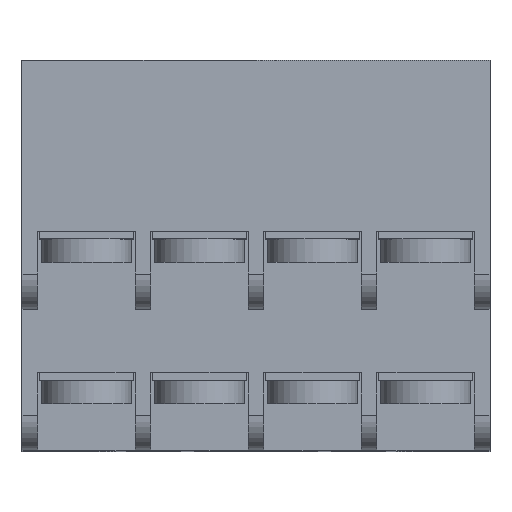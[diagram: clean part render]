
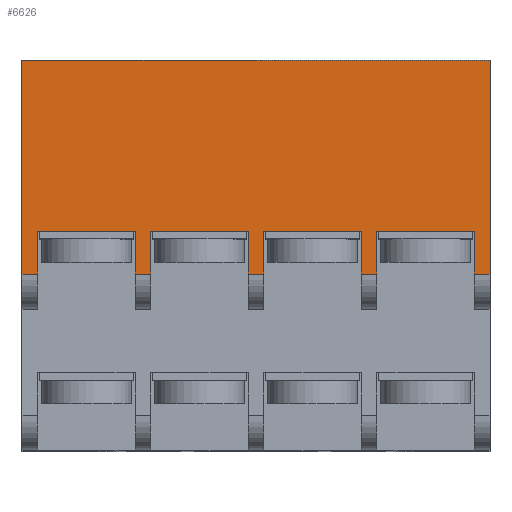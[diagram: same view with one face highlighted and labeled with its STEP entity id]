
A CAD part, top view. The second image highlights one B-rep face of the part: STEP entity #6626.
In plain terms, the highlighted planar face has unit normal (0, 0, 1).
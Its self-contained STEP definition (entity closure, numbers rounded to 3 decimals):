
#3251=CARTESIAN_POINT('POINT209',(7.874,-11.125,32.004))
   ;
#3252=VERTEX_POINT('VERTEX209',#3251);
#3253=CARTESIAN_POINT('POINT210',(14.224,-11.125,32.004)
   );
#3254=VERTEX_POINT('VERTEX210',#3253);
#3255=CARTESIAN_POINT('POS374',(-2.096,-11.125,32.004))
   ;
#3256=DIRECTION('DIR511',(1.,0.,
   0.));
#3257=VECTOR('VEC237',#3256,25.4);
#3258=LINE('STRAIGHT237',#3255,#3257);
#3259=EDGE_CURVE('EDGE297',#3252,#3254,#3258,.T.);
#3291=CARTESIAN_POINT('POINT213',(7.874,-13.919,32.004))
   ;
#3292=VERTEX_POINT('VERTEX213',#3291);
#3308=CARTESIAN_POINT('POS381',(7.874,-13.792,32.004));
#3309=DIRECTION('DIR520',(0.,1.,0.));
#3310=VECTOR('VEC242',#3309,25.4);
#3311=LINE('STRAIGHT242',#3308,#3310);
#3312=EDGE_CURVE('EDGE303',#3292,#3252,#3311,.T.);
#3323=CARTESIAN_POINT('POINT214',(6.858,-13.919,32.004))
   ;
#3324=VERTEX_POINT('VERTEX214',#3323);
#3325=CARTESIAN_POINT('POS383',(-15.24,-13.919,32.004));
#3326=DIRECTION('DIR523',(1.,0.,
   0.));
#3327=VECTOR('VEC243',#3326,25.4);
#3328=LINE('STRAIGHT243',#3325,#3327);
#3329=EDGE_CURVE('EDGE304',#3324,#3292,#3328,.T.);
#3348=CARTESIAN_POINT('POINT215',(6.858,-11.125,32.004))
   ;
#3349=VERTEX_POINT('VERTEX215',#3348);
#3350=CARTESIAN_POINT('POS386',(6.858,-13.792,32.004));
#3351=DIRECTION('DIR528',(0.,-1.,0.));
#3352=VECTOR('VEC244',#3351,25.4);
#3353=LINE('STRAIGHT244',#3350,#3352);
#3354=EDGE_CURVE('EDGE306',#3349,#3324,#3353,.T.);
#3385=CARTESIAN_POINT('POINT217',(0.508,-11.125,
   32.004));
#3386=VERTEX_POINT('VERTEX217',#3385);
#3387=CARTESIAN_POINT('POS390',(-5.779,-11.125,32.004))
   ;
#3388=DIRECTION('DIR533',(1.,0.,
   0.));
#3389=VECTOR('VEC247',#3388,25.4);
#3390=LINE('STRAIGHT247',#3387,#3389);
#3391=EDGE_CURVE('EDGE309',#3386,#3349,#3390,.T.);
#3416=CARTESIAN_POINT('POINT219',(0.508,-13.919,
   32.004));
#3417=VERTEX_POINT('VERTEX219',#3416);
#3433=CARTESIAN_POINT('POS396',(0.508,-13.792,
   32.004));
#3434=DIRECTION('DIR541',(0.,1.,0.));
#3435=VECTOR('VEC251',#3434,25.4);
#3436=LINE('STRAIGHT251',#3433,#3435);
#3437=EDGE_CURVE('EDGE314',#3417,#3386,#3436,.T.);
#3448=CARTESIAN_POINT('POINT220',(-0.508,-13.919,32.004))
   ;
#3449=VERTEX_POINT('VERTEX220',#3448);
#3450=CARTESIAN_POINT('POS398',(-15.24,-13.919,32.004));
#3451=DIRECTION('DIR544',(1.,0.,
   0.));
#3452=VECTOR('VEC252',#3451,25.4);
#3453=LINE('STRAIGHT252',#3450,#3452);
#3454=EDGE_CURVE('EDGE315',#3449,#3417,#3453,.T.);
#3468=CARTESIAN_POINT('POINT221',(-0.508,-11.125,
   32.004));
#3469=VERTEX_POINT('VERTEX221',#3468);
#3470=CARTESIAN_POINT('POS400',(-0.508,-13.792,32.004));
#3471=DIRECTION('DIR547',(0.,-1.,0.));
#3472=VECTOR('VEC253',#3471,25.4);
#3473=LINE('STRAIGHT253',#3470,#3472);
#3474=EDGE_CURVE('EDGE317',#3469,#3449,#3473,.T.);
#3505=CARTESIAN_POINT('POINT223',(-6.858,-11.125,32.004)
   );
#3506=VERTEX_POINT('VERTEX223',#3505);
#3507=CARTESIAN_POINT('POS404',(-9.462,-11.125,32.004))
   ;
#3508=DIRECTION('DIR552',(1.,0.,
   0.));
#3509=VECTOR('VEC256',#3508,25.4);
#3510=LINE('STRAIGHT256',#3507,#3509);
#3511=EDGE_CURVE('EDGE320',#3506,#3469,#3510,.T.);
#3536=CARTESIAN_POINT('POINT225',(-6.858,-13.919,32.004)
   );
#3537=VERTEX_POINT('VERTEX225',#3536);
#3553=CARTESIAN_POINT('POS410',(-6.858,-13.792,32.004));
#3554=DIRECTION('DIR560',(0.,1.,0.));
#3555=VECTOR('VEC260',#3554,25.4);
#3556=LINE('STRAIGHT260',#3553,#3555);
#3557=EDGE_CURVE('EDGE325',#3537,#3506,#3556,.T.);
#3568=CARTESIAN_POINT('POINT226',(-7.874,-13.919,32.004)
   );
#3569=VERTEX_POINT('VERTEX226',#3568);
#3570=CARTESIAN_POINT('POS412',(-15.24,-13.919,32.004));
#3571=DIRECTION('DIR563',(1.,0.,
   0.));
#3572=VECTOR('VEC261',#3571,25.4);
#3573=LINE('STRAIGHT261',#3570,#3572);
#3574=EDGE_CURVE('EDGE326',#3569,#3537,#3573,.T.);
#3588=CARTESIAN_POINT('POINT227',(-7.874,-11.125,32.004)
   );
#3589=VERTEX_POINT('VERTEX227',#3588);
#3590=CARTESIAN_POINT('POS414',(-7.874,-13.792,32.004));
#3591=DIRECTION('DIR566',(0.,-1.,0.));
#3592=VECTOR('VEC262',#3591,25.4);
#3593=LINE('STRAIGHT262',#3590,#3592);
#3594=EDGE_CURVE('EDGE328',#3589,#3569,#3593,.T.);
#3625=CARTESIAN_POINT('POINT229',(-14.224,-11.125,32.004
   ));
#3626=VERTEX_POINT('VERTEX229',#3625);
#3627=CARTESIAN_POINT('POS418',(-13.145,-11.125,32.004)
   );
#3628=DIRECTION('DIR571',(1.,0.,
   0.));
#3629=VECTOR('VEC265',#3628,25.4);
#3630=LINE('STRAIGHT265',#3627,#3629);
#3631=EDGE_CURVE('EDGE331',#3626,#3589,#3630,.T.);
#3658=CARTESIAN_POINT('POINT232',(-14.224,-13.919,32.004
   ));
#3659=VERTEX_POINT('VERTEX232',#3658);
#3682=CARTESIAN_POINT('POS425',(-14.224,-13.792,32.004))
   ;
#3683=DIRECTION('DIR580',(0.,1.,0.));
#3684=VECTOR('VEC270',#3683,25.4);
#3685=LINE('STRAIGHT270',#3682,#3684);
#3686=EDGE_CURVE('EDGE337',#3659,#3626,#3685,.T.);
#3696=CARTESIAN_POINT('POINT234',(14.224,-13.919,32.004)
   );
#3697=VERTEX_POINT('VERTEX234',#3696);
#3707=CARTESIAN_POINT('POS428',(14.224,-13.792,32.004));
#3708=DIRECTION('DIR585',(0.,-1.,0.));
#3709=VECTOR('VEC271',#3708,25.4);
#3710=LINE('STRAIGHT271',#3707,#3709);
#3711=EDGE_CURVE('EDGE339',#3254,#3697,#3710,.T.);
#6154=CARTESIAN_POINT('POINT409',(-15.24,-13.919,32.004)
   );
#6155=VERTEX_POINT('VERTEX409',#6154);
#6156=CARTESIAN_POINT('POS724',(-15.24,-13.919,32.004));
#6157=DIRECTION('DIR964',(1.,0.,
   0.));
#6158=VECTOR('VEC484',#6157,25.4);
#6159=LINE('STRAIGHT484',#6156,#6158);
#6160=EDGE_CURVE('EDGE571',#6155,#3659,#6159,.T.);
#6562=CARTESIAN_POINT('POINT443',(15.24,-13.919,32.004))
   ;
#6563=VERTEX_POINT('VERTEX443',#6562);
#6571=CARTESIAN_POINT('POS766',(-15.24,-13.919,32.004));
#6572=DIRECTION('DIR1013',(1.,0.,
   0.));
#6573=VECTOR('VEC519',#6572,25.4);
#6574=LINE('STRAIGHT519',#6571,#6573);
#6575=EDGE_CURVE('EDGE615',#3697,#6563,#6574,.T.);
#6580=ORIENTED_EDGE('COEDGE1029',*,*,#3711,.T.);
#6581=ORIENTED_EDGE('COEDGE1030',*,*,#6575,.T.);
#6582=CARTESIAN_POINT('POINT444',(15.24,0.,
   32.004));
#6583=VERTEX_POINT('VERTEX444',#6582);
#6584=CARTESIAN_POINT('POS767',(15.24,0.,
   32.004));
#6585=DIRECTION('DIR1014',(0.,1.,
   0.));
#6586=VECTOR('VEC520',#6585,25.4);
#6587=LINE('STRAIGHT520',#6584,#6586);
#6588=EDGE_CURVE('EDGE616',#6563,#6583,#6587,.T.);
#6589=ORIENTED_EDGE('COEDGE1031',*,*,#6588,.T.);
#6590=CARTESIAN_POINT('POINT445',(-15.24,0.,
   32.004));
#6591=VERTEX_POINT('VERTEX445',#6590);
#6592=CARTESIAN_POINT('POS768',(-15.24,0.,
   32.004));
#6593=DIRECTION('DIR1015',(1.,0.,
   0.));
#6594=VECTOR('VEC521',#6593,25.4);
#6595=LINE('STRAIGHT521',#6592,#6594);
#6596=EDGE_CURVE('EDGE617',#6591,#6583,#6595,.T.);
#6597=ORIENTED_EDGE('COEDGE1032',*,*,#6596,.F.);
#6598=CARTESIAN_POINT('POS769',(-15.24,0.,
   32.004));
#6599=DIRECTION('DIR1016',(0.,-1.,
   0.));
#6600=VECTOR('VEC522',#6599,25.4);
#6601=LINE('STRAIGHT522',#6598,#6600);
#6602=EDGE_CURVE('EDGE618',#6591,#6155,#6601,.T.);
#6603=ORIENTED_EDGE('COEDGE1033',*,*,#6602,.T.);
#6604=ORIENTED_EDGE('COEDGE1034',*,*,#6160,.T.);
#6605=ORIENTED_EDGE('COEDGE1035',*,*,#3686,.T.);
#6606=ORIENTED_EDGE('COEDGE1036',*,*,#3631,.T.);
#6607=ORIENTED_EDGE('COEDGE1037',*,*,#3594,.T.);
#6608=ORIENTED_EDGE('COEDGE1038',*,*,#3574,.T.);
#6609=ORIENTED_EDGE('COEDGE1039',*,*,#3557,.T.);
#6610=ORIENTED_EDGE('COEDGE1040',*,*,#3511,.T.);
#6611=ORIENTED_EDGE('COEDGE1041',*,*,#3474,.T.);
#6612=ORIENTED_EDGE('COEDGE1042',*,*,#3454,.T.);
#6613=ORIENTED_EDGE('COEDGE1043',*,*,#3437,.T.);
#6614=ORIENTED_EDGE('COEDGE1044',*,*,#3391,.T.);
#6615=ORIENTED_EDGE('COEDGE1045',*,*,#3354,.T.);
#6616=ORIENTED_EDGE('COEDGE1046',*,*,#3329,.T.);
#6617=ORIENTED_EDGE('COEDGE1047',*,*,#3312,.T.);
#6618=ORIENTED_EDGE('COEDGE1048',*,*,#3259,.T.);
#6619=EDGE_LOOP('NONE',(#6580,#6581,#6589,#6597,#6603,#6604,#6605,#6606,
   #6607,#6608,#6609,#6610,#6611,#6612,#6613,#6614,#6615,#6616,#6617,
   #6618));
#6620=FACE_BOUND('LOOP1',#6619,.T.);
#6621=CARTESIAN_POINT('POS770',(-15.24,-13.919,32.004));
#6622=DIRECTION('DIR1017',(0.,0.,
   1.));
#6623=DIRECTION('DIR1018',(1.,0.,
   0.));
#6624=AXIS2_PLACEMENT_3D('AXIS248',#6621,#6622,#6623);
#6625=PLANE('PLANE181',#6624);
#6626=ADVANCED_FACE('FACE228',(#6620),#6625,.T.);
